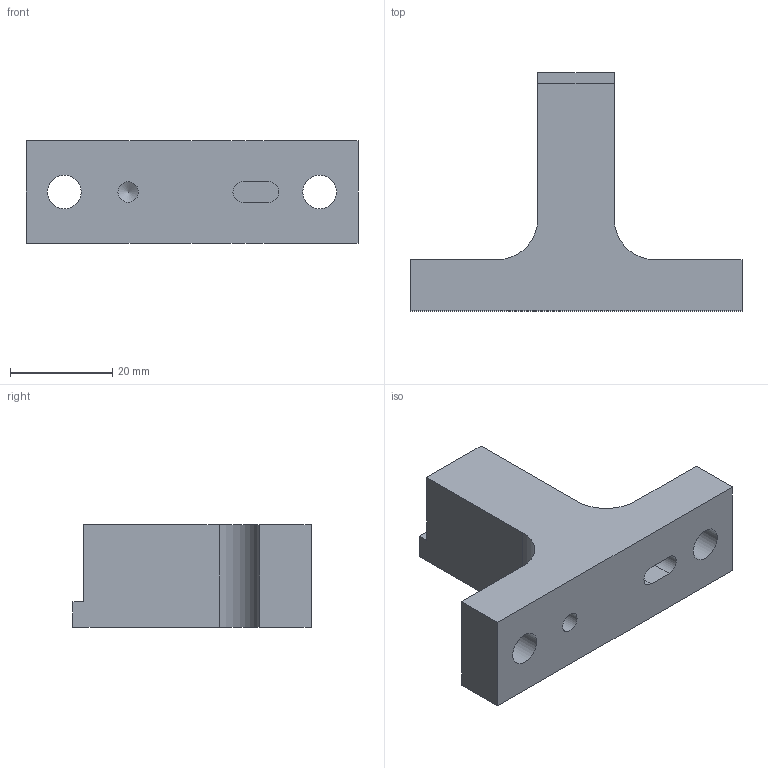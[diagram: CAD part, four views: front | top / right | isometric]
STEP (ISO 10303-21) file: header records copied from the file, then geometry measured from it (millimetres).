
FILE_DESCRIPTION(/* description */ (' Mirror Mount, SS100'),/* implementation_level */ '2;1');
FILE_NAME(/* name */ 'FAB-P0019 - Mirror Mount, SS100.stp',/* time_stamp */ '2020-02-10T11:57:31+00:00',/* author */ ('whgu0532'),/* organization */ (''),/* preprocessor_version */ 'ST-DEVELOPER v18',/* originating_system */ 'Autodesk Inventor 2020',/* authorisation */ '');
FILE_SCHEMA (('AUTOMOTIVE_DESIGN { 1 0 10303 214 3 1 1 }'));
Length unit declared in the file: millimetre
Products named in the file (1): FAB-P0019
Bounding box: 65 x 46.6 x 20 mm (x, y, z)
Volume: 22926.6 mm3; surface area: 7401.8 mm2
Topology: 1 solids, 1 shells, 25 faces, 70 edges, 48 vertices
Faces by surface type: plane 15, cylinder 8, cone 2
Full cylindrical faces by diameter (mm): 3.242 x1, 4 x1, 6.6 x2
Entity records: 857 total; most frequent: DIRECTION 142, CARTESIAN_POINT 142, ORIENTED_EDGE 136, EDGE_CURVE 68, VERTEX_POINT 48, AXIS2_PLACEMENT_3D 48, LINE 46, VECTOR 46
